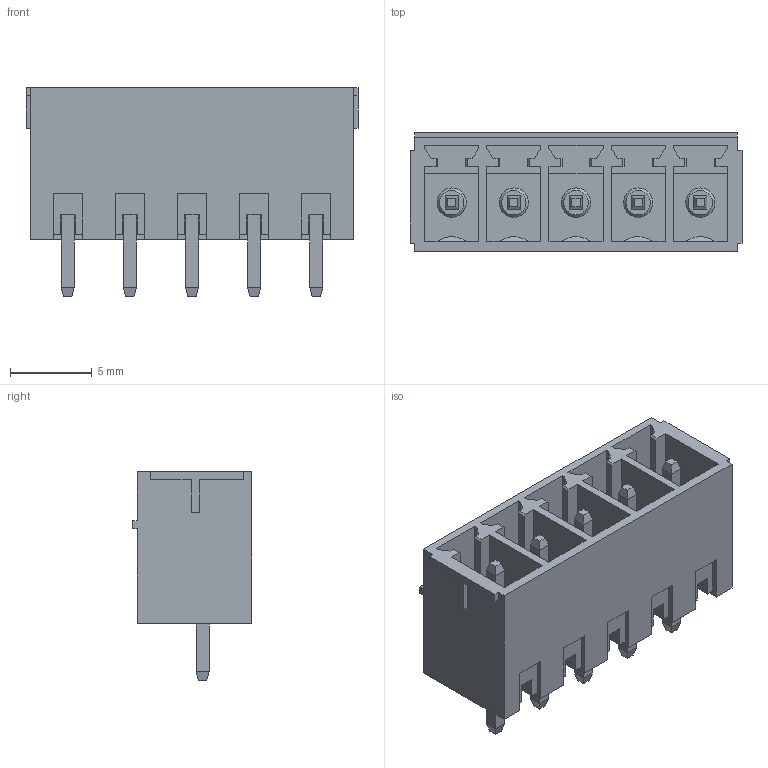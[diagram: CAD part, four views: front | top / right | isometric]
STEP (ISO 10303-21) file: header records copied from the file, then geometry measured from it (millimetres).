
FILE_DESCRIPTION(/* description */ ('model of Conn_Universal-3.81-5P-TOP'),/* implementation_level */ '2;1');
FILE_NAME(/* name */ 'Conn_Universal-3.81-5P-TOP.stp',/* time_stamp */ '2015-12-05T23:10:04',/* author */ ('Joan The Spark',''),/* organization */ (''),/* preprocessor_version */ '',/* originating_system */ '',/* authorisation */ '');
FILE_SCHEMA (('AUTOMOTIVE_DESIGN { 1 0 10303 214 3 1 1 }'));
Length unit declared in the file: millimetre
Products named in the file (1): Conn_Universal-3.81-xP-TOP
Bounding box: 20.35 x 7.3 x 12.8 mm (x, y, z)
Volume: 633.4 mm3; surface area: 1880.8 mm2
Topology: 1 solids, 1 shells, 385 faces, 1004 edges, 651 vertices
Faces by surface type: plane 369, cylinder 11, cone 5
Full cylindrical faces by diameter (mm): 1 x1, 1.8 x5
Entity records: 11783 total; most frequent: CARTESIAN_POINT 2030, ORIENTED_EDGE 1986, DIRECTION 1792, EDGE_CURVE 993, LINE 966, VECTOR 966, VERTEX_POINT 651, EDGE_LOOP 426
